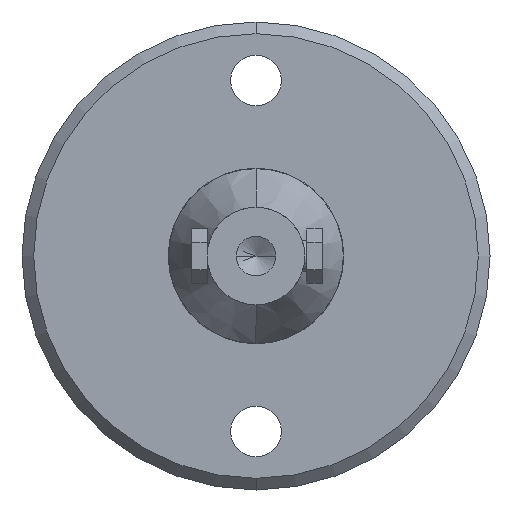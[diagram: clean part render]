
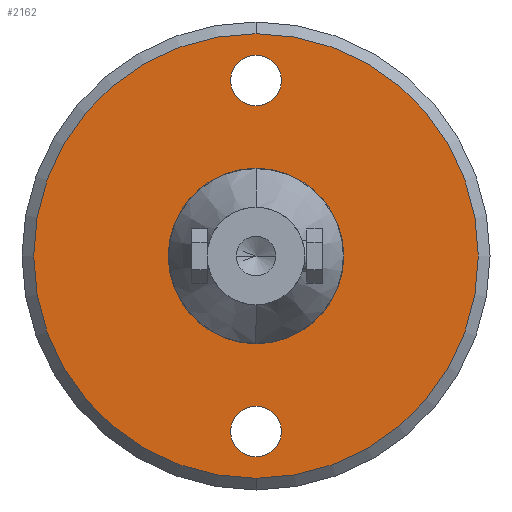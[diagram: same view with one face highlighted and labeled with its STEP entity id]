
A CAD part, front view. The second image highlights one B-rep face of the part: STEP entity #2162.
In plain terms, the highlighted planar face has unit normal (0, -1, 0).
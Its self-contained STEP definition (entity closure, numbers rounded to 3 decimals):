
#24 = CARTESIAN_POINT ( 'NONE',  ( 0., -5., 45. ) ) ;
#91 = DIRECTION ( 'NONE',  ( 0., 1., 0. ) ) ;
#186 = CIRCLE ( 'NONE', #1187, 6.5 ) ;
#208 = CARTESIAN_POINT ( 'NONE',  ( 0., -5., 0. ) ) ;
#244 = EDGE_CURVE ( 'NONE', #3332, #2869, #683, .T. ) ;
#253 = FACE_BOUND ( 'NONE', #430, .T. ) ;
#342 = CARTESIAN_POINT ( 'NONE',  ( 0., -5., -38.5 ) ) ;
#416 = CARTESIAN_POINT ( 'NONE',  ( 0., -5., -45. ) ) ;
#427 = EDGE_LOOP ( 'NONE', ( #2728, #2387 ) ) ;
#430 = EDGE_LOOP ( 'NONE', ( #2239, #1814 ) ) ;
#468 = EDGE_CURVE ( 'NONE', #1318, #4216, #4360, .T. ) ;
#487 = DIRECTION ( 'NONE',  ( 0., 0., -1. ) ) ;
#646 = EDGE_LOOP ( 'NONE', ( #2361, #2263 ) ) ;
#683 = CIRCLE ( 'NONE', #2991, 5.75 ) ;
#740 = DIRECTION ( 'NONE',  ( 0., -1., 0. ) ) ;
#752 = AXIS2_PLACEMENT_3D ( 'NONE', #2667, #4323, #1622 ) ;
#796 = DIRECTION ( 'NONE',  ( 0., 1., 0. ) ) ;
#807 = CARTESIAN_POINT ( 'NONE',  ( 0., -5., -12.5 ) ) ;
#816 = CARTESIAN_POINT ( 'NONE',  ( 0., -5., -12.5 ) ) ;
#855 = EDGE_CURVE ( 'NONE', #4216, #1318, #2817, .T. ) ;
#896 = DIRECTION ( 'NONE',  ( 0., -1., 0. ) ) ;
#993 = FACE_OUTER_BOUND ( 'NONE', #427, .T. ) ;
#1072 = DIRECTION ( 'NONE',  ( 0., 0., -1. ) ) ;
#1145 = CIRCLE ( 'NONE', #3171, 5.75 ) ;
#1187 = AXIS2_PLACEMENT_3D ( 'NONE', #416, #796, #1072 ) ;
#1230 = AXIS2_PLACEMENT_3D ( 'NONE', #1320, #3752, #2448 ) ;
#1258 = FACE_BOUND ( 'NONE', #646, .T. ) ;
#1281 = VERTEX_POINT ( 'NONE', #3875 ) ;
#1318 = VERTEX_POINT ( 'NONE', #1870 ) ;
#1320 = CARTESIAN_POINT ( 'NONE',  ( 0., -5., 0. ) ) ;
#1321 = CARTESIAN_POINT ( 'NONE',  ( -5.75, -5., 12.5 ) ) ;
#1343 = EDGE_LOOP ( 'NONE', ( #3995, #2252 ) ) ;
#1366 = EDGE_CURVE ( 'NONE', #2869, #3332, #1145, .T. ) ;
#1418 = DIRECTION ( 'NONE',  ( 0., 1., 0. ) ) ;
#1443 = CARTESIAN_POINT ( 'NONE',  ( 0., -5., -57. ) ) ;
#1551 = DIRECTION ( 'NONE',  ( 0., 0., -1. ) ) ;
#1622 = DIRECTION ( 'NONE',  ( 0., 0., -1. ) ) ;
#1672 = EDGE_CURVE ( 'NONE', #3924, #2848, #2003, .T. ) ;
#1736 = AXIS2_PLACEMENT_3D ( 'NONE', #2625, #896, #1897 ) ;
#1814 = ORIENTED_EDGE ( 'NONE', *, *, #2994, .T. ) ;
#1845 = DIRECTION ( 'NONE',  ( 0., 0., -1. ) ) ;
#1850 = EDGE_CURVE ( 'NONE', #1281, #2218, #3301, .T. ) ;
#1855 = CARTESIAN_POINT ( 'NONE',  ( 0., -5., 51.5 ) ) ;
#1870 = CARTESIAN_POINT ( 'NONE',  ( 0., -5., 57. ) ) ;
#1891 = EDGE_CURVE ( 'NONE', #3359, #3708, #3012, .T. ) ;
#1897 = DIRECTION ( 'NONE',  ( 0., 0., -1. ) ) ;
#1965 = FACE_BOUND ( 'NONE', #3041, .T. ) ;
#2003 = CIRCLE ( 'NONE', #3892, 6.5 ) ;
#2157 = CARTESIAN_POINT ( 'NONE',  ( 5.75, -5., 12.5 ) ) ;
#2162 = ADVANCED_FACE ( 'NONE', ( #1258, #253, #4111, #1965, #993 ), #2375, .T. ) ;
#2180 = DIRECTION ( 'NONE',  ( 0., -1., 0. ) ) ;
#2218 = VERTEX_POINT ( 'NONE', #342 ) ;
#2239 = ORIENTED_EDGE ( 'NONE', *, *, #1672, .T. ) ;
#2252 = ORIENTED_EDGE ( 'NONE', *, *, #1366, .F. ) ;
#2263 = ORIENTED_EDGE ( 'NONE', *, *, #1850, .T. ) ;
#2361 = ORIENTED_EDGE ( 'NONE', *, *, #3328, .T. ) ;
#2375 = PLANE ( 'NONE',  #3383 ) ;
#2387 = ORIENTED_EDGE ( 'NONE', *, *, #855, .T. ) ;
#2448 = DIRECTION ( 'NONE',  ( 0., 0., -1. ) ) ;
#2479 = DIRECTION ( 'NONE',  ( 0., 0., -1. ) ) ;
#2554 = AXIS2_PLACEMENT_3D ( 'NONE', #3565, #2180, #2479 ) ;
#2625 = CARTESIAN_POINT ( 'NONE',  ( 0., -5., 0. ) ) ;
#2646 = DIRECTION ( 'NONE',  ( 0., -1., 0. ) ) ;
#2655 = AXIS2_PLACEMENT_3D ( 'NONE', #4239, #4306, #487 ) ;
#2667 = CARTESIAN_POINT ( 'NONE',  ( 0., -5., 45. ) ) ;
#2728 = ORIENTED_EDGE ( 'NONE', *, *, #468, .T. ) ;
#2817 = CIRCLE ( 'NONE', #1736, 57. ) ;
#2819 = CARTESIAN_POINT ( 'NONE',  ( 5.75, -5., -12.5 ) ) ;
#2848 = VERTEX_POINT ( 'NONE', #4279 ) ;
#2856 = ORIENTED_EDGE ( 'NONE', *, *, #1891, .F. ) ;
#2869 = VERTEX_POINT ( 'NONE', #2819 ) ;
#2880 = CARTESIAN_POINT ( 'NONE',  ( -5.75, -5., -12.5 ) ) ;
#2913 = EDGE_CURVE ( 'NONE', #3708, #3359, #2914, .T. ) ;
#2914 = CIRCLE ( 'NONE', #2554, 5.75 ) ;
#2991 = AXIS2_PLACEMENT_3D ( 'NONE', #816, #3263, #3539 ) ;
#2994 = EDGE_CURVE ( 'NONE', #2848, #3924, #3949, .T. ) ;
#3012 = CIRCLE ( 'NONE', #2655, 5.75 ) ;
#3041 = EDGE_LOOP ( 'NONE', ( #4342, #2856 ) ) ;
#3171 = AXIS2_PLACEMENT_3D ( 'NONE', #807, #740, #1845 ) ;
#3225 = AXIS2_PLACEMENT_3D ( 'NONE', #3275, #91, #1551 ) ;
#3263 = DIRECTION ( 'NONE',  ( 0., -1., 0. ) ) ;
#3275 = CARTESIAN_POINT ( 'NONE',  ( 0., -5., -45. ) ) ;
#3301 = CIRCLE ( 'NONE', #3225, 6.5 ) ;
#3328 = EDGE_CURVE ( 'NONE', #2218, #1281, #186, .T. ) ;
#3332 = VERTEX_POINT ( 'NONE', #2880 ) ;
#3359 = VERTEX_POINT ( 'NONE', #2157 ) ;
#3383 = AXIS2_PLACEMENT_3D ( 'NONE', #208, #2646, #4152 ) ;
#3539 = DIRECTION ( 'NONE',  ( 0., 0., -1. ) ) ;
#3565 = CARTESIAN_POINT ( 'NONE',  ( 0., -5., 12.5 ) ) ;
#3708 = VERTEX_POINT ( 'NONE', #1321 ) ;
#3752 = DIRECTION ( 'NONE',  ( 0., -1., 0. ) ) ;
#3875 = CARTESIAN_POINT ( 'NONE',  ( 0., -5., -51.5 ) ) ;
#3892 = AXIS2_PLACEMENT_3D ( 'NONE', #24, #1418, #4156 ) ;
#3924 = VERTEX_POINT ( 'NONE', #1855 ) ;
#3949 = CIRCLE ( 'NONE', #752, 6.5 ) ;
#3995 = ORIENTED_EDGE ( 'NONE', *, *, #244, .F. ) ;
#4111 = FACE_BOUND ( 'NONE', #1343, .T. ) ;
#4152 = DIRECTION ( 'NONE',  ( 0., 0., -1. ) ) ;
#4156 = DIRECTION ( 'NONE',  ( 0., 0., -1. ) ) ;
#4216 = VERTEX_POINT ( 'NONE', #1443 ) ;
#4239 = CARTESIAN_POINT ( 'NONE',  ( 0., -5., 12.5 ) ) ;
#4279 = CARTESIAN_POINT ( 'NONE',  ( 0., -5., 38.5 ) ) ;
#4306 = DIRECTION ( 'NONE',  ( 0., -1., 0. ) ) ;
#4323 = DIRECTION ( 'NONE',  ( 0., 1., 0. ) ) ;
#4342 = ORIENTED_EDGE ( 'NONE', *, *, #2913, .F. ) ;
#4360 = CIRCLE ( 'NONE', #1230, 57. ) ;
